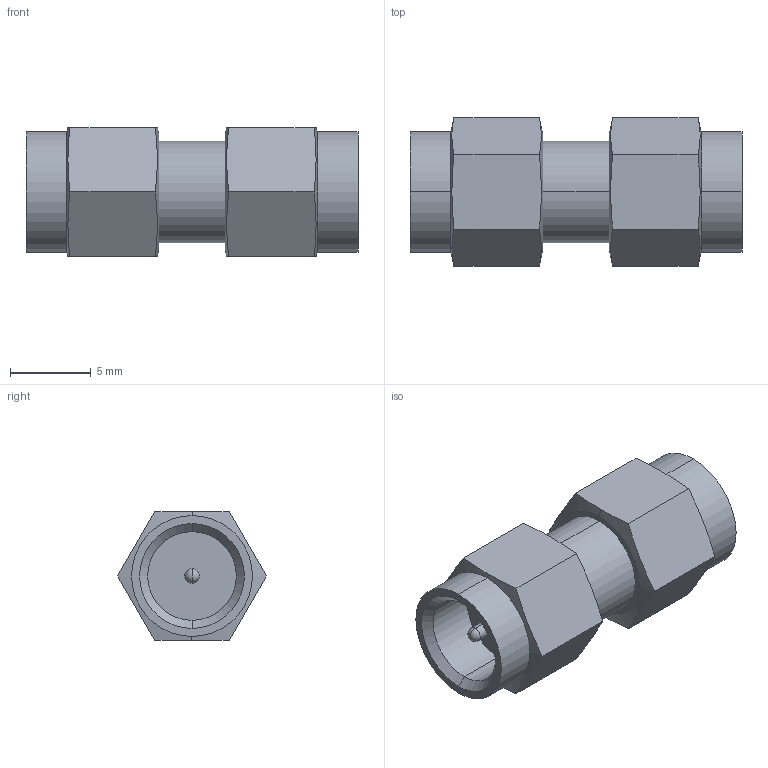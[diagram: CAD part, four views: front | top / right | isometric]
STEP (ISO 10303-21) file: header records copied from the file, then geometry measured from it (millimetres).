
FILE_DESCRIPTION (( 'STEP AP214' ), '1' );
FILE_NAME ('SMA adapter male-male.STEP', '2025-05-29T07:38:40', ( '' ), ( '' ), 'SwSTEP 2.0', 'SolidWorks 2022', '' );
FILE_SCHEMA (( 'AUTOMOTIVE_DESIGN' ));
Length unit declared in the file: millimetre
Products named in the file (1): SMA adapter male-male
Bounding box: 20.6 x 9.24 x 8 mm (x, y, z)
Volume: 812.9 mm3; surface area: 809.7 mm2
Topology: 1 solids, 1 shells, 50 faces, 122 edges, 78 vertices
Faces by surface type: plane 20, cylinder 14, cone 12, sphere 4
Entity records: 2046 total; most frequent: CARTESIAN_POINT 351, DIRECTION 228, ORIENTED_EDGE 228, EDGE_CURVE 114, AXIS2_PLACEMENT_3D 95, VERTEX_POINT 74, EDGE_LOOP 58, UNCERTAINTY_MEASURE_WITH_UNIT 53
